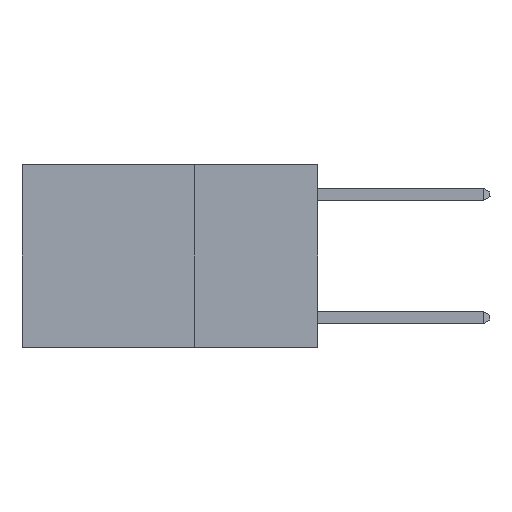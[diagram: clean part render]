
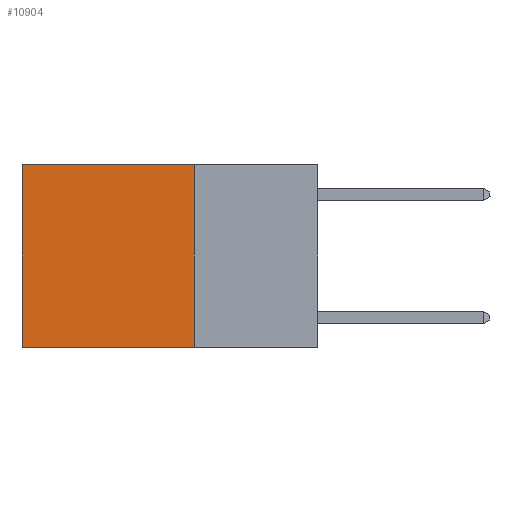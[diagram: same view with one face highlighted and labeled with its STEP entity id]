
A CAD part, left-side view. The second image highlights one B-rep face of the part: STEP entity #10904.
In plain terms, the highlighted planar face has unit normal (-1, 0, 0).
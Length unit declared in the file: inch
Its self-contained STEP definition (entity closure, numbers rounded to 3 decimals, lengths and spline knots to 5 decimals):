
#178 = DIRECTION ( 'NONE',  ( 0., 0., -1. ) ) ;
#826 = AXIS2_PLACEMENT_3D ( 'NONE', #11682, #2472, #12559 ) ;
#950 = CARTESIAN_POINT ( 'NONE',  ( 0.2625, 0.25, -0.37 ) ) ;
#1170 = FACE_OUTER_BOUND ( 'NONE', #3554, .T. ) ;
#1204 = CARTESIAN_POINT ( 'NONE',  ( 0.2625, 0.25, 0. ) ) ;
#1435 = VECTOR ( 'NONE', #12014, 39.37008 ) ;
#1808 = ORIENTED_EDGE ( 'NONE', *, *, #13313, .T. ) ;
#1813 = LINE ( 'NONE', #8917, #6759 ) ;
#1820 = EDGE_CURVE ( 'NONE', #8905, #2205, #1813, .T. ) ;
#2190 = VERTEX_POINT ( 'NONE', #4011 ) ;
#2205 = VERTEX_POINT ( 'NONE', #7343 ) ;
#2445 = VECTOR ( 'NONE', #178, 39.37008 ) ;
#2472 = DIRECTION ( 'NONE',  ( 1., 0., 0. ) ) ;
#2884 = EDGE_CURVE ( 'NONE', #2190, #7608, #10488, .T. ) ;
#3492 = PLANE ( 'NONE',  #826 ) ;
#3554 = EDGE_LOOP ( 'NONE', ( #8013, #13227, #4006, #1808 ) ) ;
#3821 = DIRECTION ( 'NONE',  ( 0., 0., -1. ) ) ;
#4006 = ORIENTED_EDGE ( 'NONE', *, *, #2884, .F. ) ;
#4011 = CARTESIAN_POINT ( 'NONE',  ( 0.2625, 0.25, 0. ) ) ;
#5112 = DIRECTION ( 'NONE',  ( 0., 1., 0. ) ) ;
#5217 = CARTESIAN_POINT ( 'NONE',  ( 0.2625, 0.25, -0.37 ) ) ;
#5669 = VECTOR ( 'NONE', #5112, 39.37008 ) ;
#6026 = CARTESIAN_POINT ( 'NONE',  ( 0.2625, 0.6, 0. ) ) ;
#6759 = VECTOR ( 'NONE', #3821, 39.37008 ) ;
#7343 = CARTESIAN_POINT ( 'NONE',  ( 0.2625, 0.6, -0.37 ) ) ;
#7608 = VERTEX_POINT ( 'NONE', #5217 ) ;
#7938 = CARTESIAN_POINT ( 'NONE',  ( 0.2625, 0.25, 0. ) ) ;
#8013 = ORIENTED_EDGE ( 'NONE', *, *, #1820, .T. ) ;
#8882 = LINE ( 'NONE', #7938, #1435 ) ;
#8905 = VERTEX_POINT ( 'NONE', #6026 ) ;
#8917 = CARTESIAN_POINT ( 'NONE',  ( 0.2625, 0.6, 0. ) ) ;
#10238 = LINE ( 'NONE', #950, #5669 ) ;
#10488 = LINE ( 'NONE', #1204, #2445 ) ;
#10904 = ADVANCED_FACE ( 'NONE', ( #1170 ), #3492, .F. ) ;
#11682 = CARTESIAN_POINT ( 'NONE',  ( 0.2625, 0.25, 0. ) ) ;
#12014 = DIRECTION ( 'NONE',  ( 0., 1., 0. ) ) ;
#12559 = DIRECTION ( 'NONE',  ( 0., 0., -1. ) ) ;
#12970 = EDGE_CURVE ( 'NONE', #7608, #2205, #10238, .T. ) ;
#13227 = ORIENTED_EDGE ( 'NONE', *, *, #12970, .F. ) ;
#13313 = EDGE_CURVE ( 'NONE', #2190, #8905, #8882, .T. ) ;
